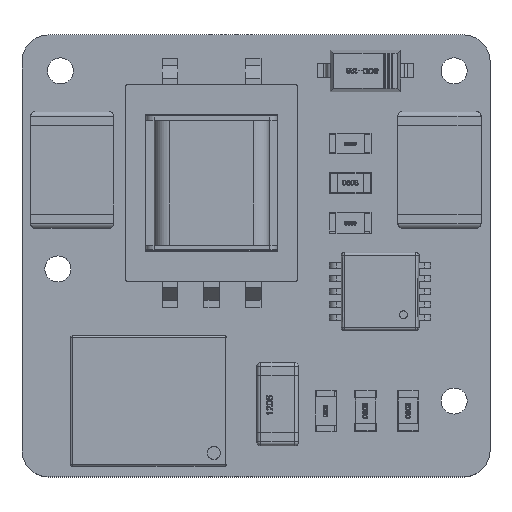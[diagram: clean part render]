
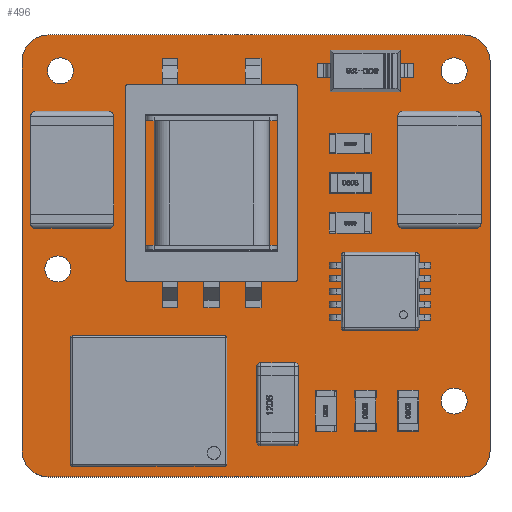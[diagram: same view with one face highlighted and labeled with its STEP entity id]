
A CAD part, top view. The second image highlights one B-rep face of the part: STEP entity #496.
In plain terms, the highlighted planar face has unit normal (0, 0, 1).
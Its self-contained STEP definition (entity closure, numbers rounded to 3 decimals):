
#87 = VERTEX_POINT('',#88);
#88 = CARTESIAN_POINT('',(0.,1.,0.));
#94 = EDGE_CURVE('',#87,#95,#97,.T.);
#95 = VERTEX_POINT('',#96);
#96 = CARTESIAN_POINT('',(0.,16.,0.));
#97 = LINE('',#98,#99);
#98 = CARTESIAN_POINT('',(0.,1.,0.));
#99 = VECTOR('',#100,1.);
#100 = DIRECTION('',(0.,1.,0.));
#125 = EDGE_CURVE('',#95,#126,#128,.T.);
#126 = VERTEX_POINT('',#127);
#127 = CARTESIAN_POINT('',(1.,17.,0.));
#128 = CIRCLE('',#129,1.);
#129 = AXIS2_PLACEMENT_3D('',#130,#131,#132);
#130 = CARTESIAN_POINT('',(1.,16.,0.));
#131 = DIRECTION('',(0.,0.,-1.));
#132 = DIRECTION('',(-1.,0.,0.));
#158 = EDGE_CURVE('',#126,#159,#161,.T.);
#159 = VERTEX_POINT('',#160);
#160 = CARTESIAN_POINT('',(17.,17.,0.));
#161 = LINE('',#162,#163);
#162 = CARTESIAN_POINT('',(1.,17.,0.));
#163 = VECTOR('',#164,1.);
#164 = DIRECTION('',(1.,0.,0.));
#189 = EDGE_CURVE('',#159,#190,#192,.T.);
#190 = VERTEX_POINT('',#191);
#191 = CARTESIAN_POINT('',(18.,16.,0.));
#192 = CIRCLE('',#193,1.);
#193 = AXIS2_PLACEMENT_3D('',#194,#195,#196);
#194 = CARTESIAN_POINT('',(17.,16.,0.));
#195 = DIRECTION('',(0.,0.,-1.));
#196 = DIRECTION('',(0.,1.,0.));
#222 = EDGE_CURVE('',#190,#223,#225,.T.);
#223 = VERTEX_POINT('',#224);
#224 = CARTESIAN_POINT('',(18.,1.,0.));
#225 = LINE('',#226,#227);
#226 = CARTESIAN_POINT('',(18.,16.,0.));
#227 = VECTOR('',#228,1.);
#228 = DIRECTION('',(0.,-1.,0.));
#253 = EDGE_CURVE('',#223,#254,#256,.T.);
#254 = VERTEX_POINT('',#255);
#255 = CARTESIAN_POINT('',(17.,0.,0.));
#256 = CIRCLE('',#257,1.);
#257 = AXIS2_PLACEMENT_3D('',#258,#259,#260);
#258 = CARTESIAN_POINT('',(17.,1.,0.));
#259 = DIRECTION('',(0.,0.,-1.));
#260 = DIRECTION('',(1.,0.,0.));
#286 = EDGE_CURVE('',#254,#287,#289,.T.);
#287 = VERTEX_POINT('',#288);
#288 = CARTESIAN_POINT('',(1.,0.,0.));
#289 = LINE('',#290,#291);
#290 = CARTESIAN_POINT('',(17.,0.,0.));
#291 = VECTOR('',#292,1.);
#292 = DIRECTION('',(-1.,0.,0.));
#317 = EDGE_CURVE('',#287,#87,#318,.T.);
#318 = CIRCLE('',#319,1.);
#319 = AXIS2_PLACEMENT_3D('',#320,#321,#322);
#320 = CARTESIAN_POINT('',(1.,1.,0.));
#321 = DIRECTION('',(0.,0.,-1.));
#322 = DIRECTION('',(0.,-1.,0.));
#343 = VERTEX_POINT('',#344);
#344 = CARTESIAN_POINT('',(1.88,8.001,0.));
#350 = EDGE_CURVE('',#343,#343,#351,.T.);
#351 = CIRCLE('',#352,0.5);
#352 = AXIS2_PLACEMENT_3D('',#353,#354,#355);
#353 = CARTESIAN_POINT('',(1.38,8.001,0.));
#354 = DIRECTION('',(0.,0.,1.));
#355 = DIRECTION('',(1.,0.,0.));
#376 = VERTEX_POINT('',#377);
#377 = CARTESIAN_POINT('',(1.976,15.621,0.));
#383 = EDGE_CURVE('',#376,#376,#384,.T.);
#384 = CIRCLE('',#385,0.5);
#385 = AXIS2_PLACEMENT_3D('',#386,#387,#388);
#386 = CARTESIAN_POINT('',(1.476,15.621,0.));
#387 = DIRECTION('',(0.,0.,1.));
#388 = DIRECTION('',(1.,0.,0.));
#409 = VERTEX_POINT('',#410);
#410 = CARTESIAN_POINT('',(17.12,2.921,0.));
#416 = EDGE_CURVE('',#409,#409,#417,.T.);
#417 = CIRCLE('',#418,0.5);
#418 = AXIS2_PLACEMENT_3D('',#419,#420,#421);
#419 = CARTESIAN_POINT('',(16.62,2.921,0.));
#420 = DIRECTION('',(0.,0.,1.));
#421 = DIRECTION('',(1.,0.,0.));
#442 = VERTEX_POINT('',#443);
#443 = CARTESIAN_POINT('',(17.12,15.621,0.));
#449 = EDGE_CURVE('',#442,#442,#450,.T.);
#450 = CIRCLE('',#451,0.5);
#451 = AXIS2_PLACEMENT_3D('',#452,#453,#454);
#452 = CARTESIAN_POINT('',(16.62,15.621,0.));
#453 = DIRECTION('',(0.,0.,1.));
#454 = DIRECTION('',(1.,0.,0.));
#496 = ADVANCED_FACE('',(#497,#507,#510,#513,#516),#519,.T.);
#497 = FACE_BOUND('',#498,.F.);
#498 = EDGE_LOOP('',(#499,#500,#501,#502,#503,#504,#505,#506));
#499 = ORIENTED_EDGE('',*,*,#94,.T.);
#500 = ORIENTED_EDGE('',*,*,#125,.T.);
#501 = ORIENTED_EDGE('',*,*,#158,.T.);
#502 = ORIENTED_EDGE('',*,*,#189,.T.);
#503 = ORIENTED_EDGE('',*,*,#222,.T.);
#504 = ORIENTED_EDGE('',*,*,#253,.T.);
#505 = ORIENTED_EDGE('',*,*,#286,.T.);
#506 = ORIENTED_EDGE('',*,*,#317,.T.);
#507 = FACE_BOUND('',#508,.T.);
#508 = EDGE_LOOP('',(#509));
#509 = ORIENTED_EDGE('',*,*,#350,.F.);
#510 = FACE_BOUND('',#511,.T.);
#511 = EDGE_LOOP('',(#512));
#512 = ORIENTED_EDGE('',*,*,#383,.F.);
#513 = FACE_BOUND('',#514,.T.);
#514 = EDGE_LOOP('',(#515));
#515 = ORIENTED_EDGE('',*,*,#416,.F.);
#516 = FACE_BOUND('',#517,.T.);
#517 = EDGE_LOOP('',(#518));
#518 = ORIENTED_EDGE('',*,*,#449,.F.);
#519 = PLANE('',#520);
#520 = AXIS2_PLACEMENT_3D('',#521,#522,#523);
#521 = CARTESIAN_POINT('',(0.,1.,0.));
#522 = DIRECTION('',(0.,0.,1.));
#523 = DIRECTION('',(1.,0.,0.));
